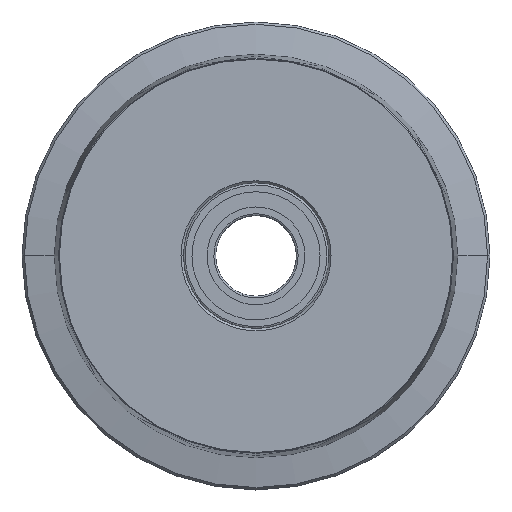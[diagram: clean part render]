
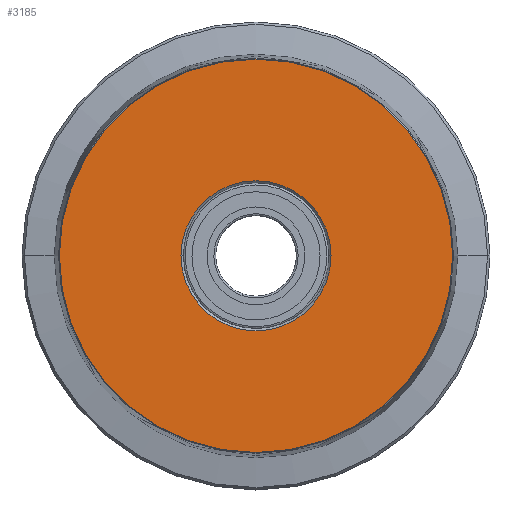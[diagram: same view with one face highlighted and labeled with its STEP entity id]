
A CAD part, top view. The second image highlights one B-rep face of the part: STEP entity #3185.
In plain terms, the highlighted planar face has unit normal (0, 0, 1).
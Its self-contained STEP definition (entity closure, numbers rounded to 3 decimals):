
#58 = AXIS2_PLACEMENT_3D ( 'NONE', #1933, #6340, #1000 ) ;
#110 = CARTESIAN_POINT ( 'NONE',  ( 0., 0., 78.512 ) ) ;
#302 = CARTESIAN_POINT ( 'NONE',  ( -46.5, 0., 78.512 ) ) ;
#841 = DIRECTION ( 'NONE',  ( -1., 0., 0. ) ) ;
#870 = CIRCLE ( 'NONE', #5079, 46.5 ) ;
#1000 = DIRECTION ( 'NONE',  ( -1., 0., 0. ) ) ;
#1039 = DIRECTION ( 'NONE',  ( 0., 0., -1. ) ) ;
#1062 = CIRCLE ( 'NONE', #3003, 121.88 ) ;
#1216 = CARTESIAN_POINT ( 'NONE',  ( -121.88, 0., 78.512 ) ) ;
#1713 = PLANE ( 'NONE',  #4946 ) ;
#1933 = CARTESIAN_POINT ( 'NONE',  ( 0., 0., 78.512 ) ) ;
#2054 = VERTEX_POINT ( 'NONE', #5006 ) ;
#2161 = VERTEX_POINT ( 'NONE', #6082 ) ;
#2209 = DIRECTION ( 'NONE',  ( -1., 0., 0. ) ) ;
#2603 = ORIENTED_EDGE ( 'NONE', *, *, #6347, .T. ) ;
#2637 = FACE_BOUND ( 'NONE', #3481, .T. ) ;
#2653 = CARTESIAN_POINT ( 'NONE',  ( 0., 0., 78.512 ) ) ;
#2669 = AXIS2_PLACEMENT_3D ( 'NONE', #4486, #1039, #6044 ) ;
#2847 = VERTEX_POINT ( 'NONE', #302 ) ;
#3003 = AXIS2_PLACEMENT_3D ( 'NONE', #110, #4519, #5026 ) ;
#3018 = EDGE_CURVE ( 'NONE', #2054, #2847, #4436, .T. ) ;
#3185 = ADVANCED_FACE ( 'NONE', ( #3248, #2637 ), #1713, .F. ) ;
#3248 = FACE_OUTER_BOUND ( 'NONE', #4509, .T. ) ;
#3481 = EDGE_LOOP ( 'NONE', ( #4645, #4466 ) ) ;
#4288 = DIRECTION ( 'NONE',  ( 0., 0., -1. ) ) ;
#4316 = ORIENTED_EDGE ( 'NONE', *, *, #5967, .T. ) ;
#4436 = CIRCLE ( 'NONE', #2669, 46.5 ) ;
#4466 = ORIENTED_EDGE ( 'NONE', *, *, #6120, .T. ) ;
#4486 = CARTESIAN_POINT ( 'NONE',  ( 0., 0., 78.512 ) ) ;
#4509 = EDGE_LOOP ( 'NONE', ( #4316, #2603 ) ) ;
#4519 = DIRECTION ( 'NONE',  ( 0., 0., 1. ) ) ;
#4526 = DIRECTION ( 'NONE',  ( 0., 0., -1. ) ) ;
#4645 = ORIENTED_EDGE ( 'NONE', *, *, #3018, .T. ) ;
#4684 = VERTEX_POINT ( 'NONE', #1216 ) ;
#4946 = AXIS2_PLACEMENT_3D ( 'NONE', #5236, #4288, #841 ) ;
#5006 = CARTESIAN_POINT ( 'NONE',  ( 46.5, 0., 78.512 ) ) ;
#5026 = DIRECTION ( 'NONE',  ( -1., 0., 0. ) ) ;
#5079 = AXIS2_PLACEMENT_3D ( 'NONE', #2653, #4526, #2209 ) ;
#5236 = CARTESIAN_POINT ( 'NONE',  ( 0., 122.38, 78.512 ) ) ;
#5296 = CIRCLE ( 'NONE', #58, 121.88 ) ;
#5967 = EDGE_CURVE ( 'NONE', #4684, #2161, #5296, .T. ) ;
#6044 = DIRECTION ( 'NONE',  ( -1., 0., 0. ) ) ;
#6082 = CARTESIAN_POINT ( 'NONE',  ( 121.88, 0., 78.512 ) ) ;
#6120 = EDGE_CURVE ( 'NONE', #2847, #2054, #870, .T. ) ;
#6340 = DIRECTION ( 'NONE',  ( 0., 0., 1. ) ) ;
#6347 = EDGE_CURVE ( 'NONE', #2161, #4684, #1062, .T. ) ;
